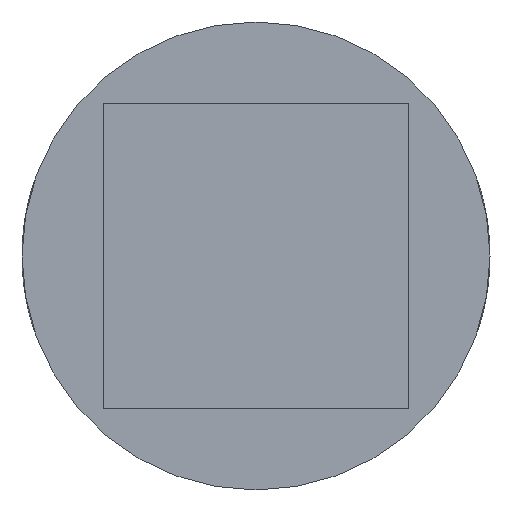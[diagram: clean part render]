
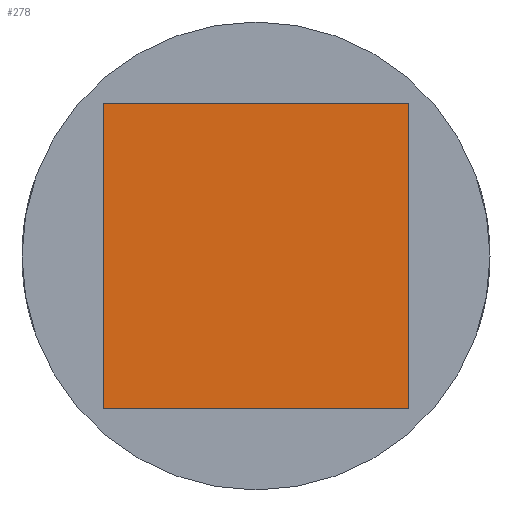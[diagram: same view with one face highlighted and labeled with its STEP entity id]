
A CAD part, front view. The second image highlights one B-rep face of the part: STEP entity #278.
In plain terms, the highlighted planar face has unit normal (0, -1, 0).
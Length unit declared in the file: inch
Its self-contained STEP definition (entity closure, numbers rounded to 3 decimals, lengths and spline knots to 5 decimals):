
#27=LINE('',#627,#51);
#31=LINE('',#635,#55);
#34=LINE('',#641,#58);
#37=LINE('',#646,#61);
#51=VECTOR('',#357,39.37008);
#55=VECTOR('',#363,39.37008);
#58=VECTOR('',#368,39.37008);
#61=VECTOR('',#373,39.37008);
#74=PLANE('',#316);
#104=FACE_OUTER_BOUND('',#132,.T.);
#132=EDGE_LOOP('',(#255,#256,#257,#258));
#155=VERTEX_POINT('',#625);
#156=VERTEX_POINT('',#626);
#159=VERTEX_POINT('',#634);
#161=VERTEX_POINT('',#640);
#183=EDGE_CURVE('',#155,#156,#27,.T.);
#187=EDGE_CURVE('',#159,#155,#31,.T.);
#190=EDGE_CURVE('',#159,#161,#34,.T.);
#193=EDGE_CURVE('',#161,#156,#37,.T.);
#255=ORIENTED_EDGE('',*,*,#187,.T.);
#256=ORIENTED_EDGE('',*,*,#183,.T.);
#257=ORIENTED_EDGE('',*,*,#193,.F.);
#258=ORIENTED_EDGE('',*,*,#190,.F.);
#278=ADVANCED_FACE('',(#104),#74,.T.);
#316=AXIS2_PLACEMENT_3D('',#649,#377,#378);
#357=DIRECTION('',(1.,0.,0.));
#363=DIRECTION('',(0.,0.,-1.));
#368=DIRECTION('',(1.,0.,0.));
#373=DIRECTION('',(0.,0.,-1.));
#377=DIRECTION('center_axis',(0.,-1.,0.));
#378=DIRECTION('ref_axis',(1.,0.,0.));
#625=CARTESIAN_POINT('',(52.0675,-3.25,-9.745));
#626=CARTESIAN_POINT('',(52.5575,-3.25,-9.745));
#627=CARTESIAN_POINT('',(52.3125,-3.25,-9.745));
#634=CARTESIAN_POINT('',(52.0675,-3.25,-9.255));
#635=CARTESIAN_POINT('',(52.0675,-3.25,-9.48851));
#640=CARTESIAN_POINT('',(52.5575,-3.25,-9.255));
#641=CARTESIAN_POINT('',(52.43982,-3.25,-9.255));
#646=CARTESIAN_POINT('',(52.5575,-3.25,-9.48851));
#649=CARTESIAN_POINT('Origin',(52.3125,-3.25,-6.));
